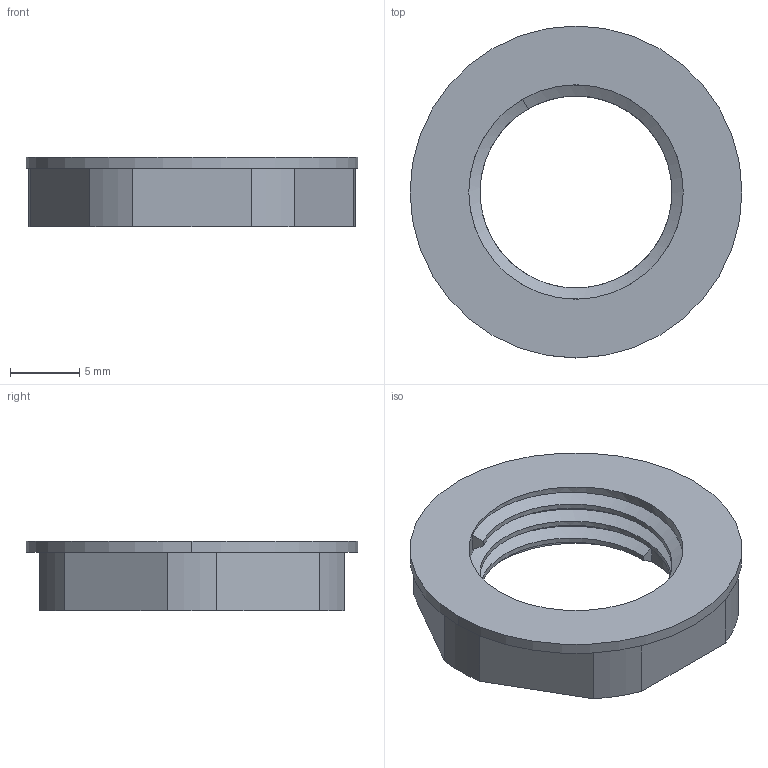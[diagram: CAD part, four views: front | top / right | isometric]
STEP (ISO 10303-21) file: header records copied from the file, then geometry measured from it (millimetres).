
FILE_DESCRIPTION (( 'STEP AP203' ), '1' );
FILE_NAME ('PG - 9 Somun.STEP', '2019-03-14T06:09:52', ( '' ), ( '' ), 'SwSTEP 2.0', 'SolidWorks 2011', '' );
FILE_SCHEMA (( 'CONFIG_CONTROL_DESIGN' ));
Length unit declared in the file: millimetre
Products named in the file (1): PG - 9 Somun
Bounding box: 24 x 24 x 5 mm (x, y, z)
Volume: 1214.5 mm3; surface area: 1230 mm2
Topology: 1 solids, 1 shells, 29 faces, 75 edges, 49 vertices
Faces by surface type: cylinder 15, plane 11, bspline 3
Entity records: 1350 total; most frequent: CARTESIAN_POINT 587, ORIENTED_EDGE 150, DIRECTION 138, EDGE_CURVE 75, VERTEX_POINT 49, AXIS2_PLACEMENT_3D 49, LINE 40, VECTOR 40
